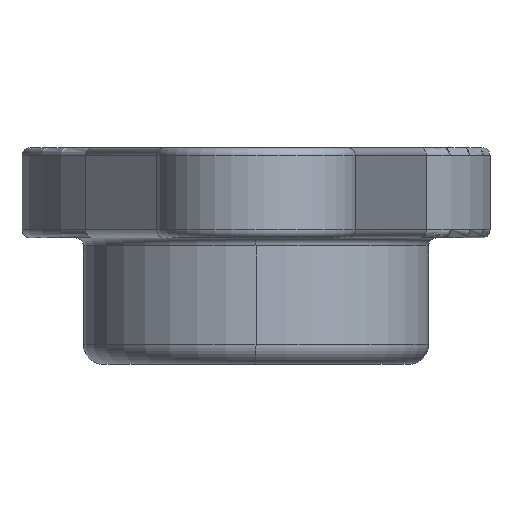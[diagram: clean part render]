
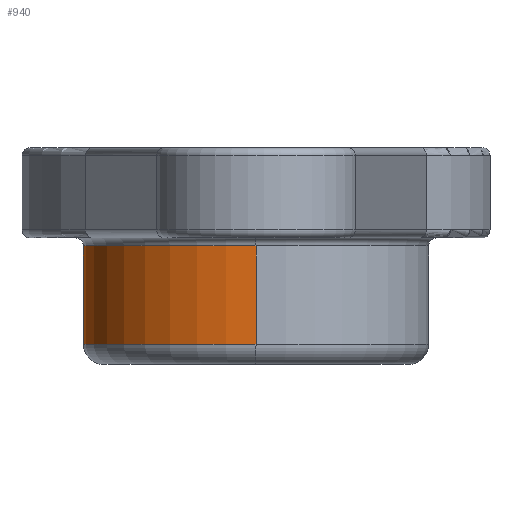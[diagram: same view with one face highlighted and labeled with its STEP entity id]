
A CAD part, left-side view. The second image highlights one B-rep face of the part: STEP entity #940.
In plain terms, the highlighted cylindrical face has radius 4.3 mm (diameter 8.6 mm), a partial arc.
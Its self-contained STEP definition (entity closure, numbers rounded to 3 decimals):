
#76 = ORIENTED_EDGE ( 'NONE', *, *, #2156, .T. ) ;
#95 = DIRECTION ( 'NONE',  ( 0., 0., -1. ) ) ;
#117 = DIRECTION ( 'NONE',  ( 0., 0., 1. ) ) ;
#142 = DIRECTION ( 'NONE',  ( -1., 0., 0. ) ) ;
#146 = AXIS2_PLACEMENT_3D ( 'NONE', #3326, #117, #3400 ) ;
#199 = CARTESIAN_POINT ( 'NONE',  ( -4.3, 0., 0.25 ) ) ;
#472 = CARTESIAN_POINT ( 'NONE',  ( 4.3, 0., -2.2 ) ) ;
#510 = ORIENTED_EDGE ( 'NONE', *, *, #2013, .T. ) ;
#674 = LINE ( 'NONE', #1066, #3911 ) ;
#885 = EDGE_CURVE ( 'NONE', #2087, #972, #2154, .T. ) ;
#901 = AXIS2_PLACEMENT_3D ( 'NONE', #2941, #3015, #142 ) ;
#940 = ADVANCED_FACE ( 'NONE', ( #3358 ), #2592, .T. ) ;
#960 = CARTESIAN_POINT ( 'NONE',  ( -4.3, 0., -2.2 ) ) ;
#972 = VERTEX_POINT ( 'NONE', #960 ) ;
#1041 = VECTOR ( 'NONE', #95, 1000. ) ;
#1066 = CARTESIAN_POINT ( 'NONE',  ( -4.3, 0., 2.7 ) ) ;
#1219 = CARTESIAN_POINT ( 'NONE',  ( 4.3, 0., 2.7 ) ) ;
#1242 = CARTESIAN_POINT ( 'NONE',  ( 4.3, 0., 0.25 ) ) ;
#1397 = DIRECTION ( 'NONE',  ( 0., 0., -1. ) ) ;
#1516 = CIRCLE ( 'NONE', #3324, 4.3 ) ;
#1624 = ORIENTED_EDGE ( 'NONE', *, *, #1872, .F. ) ;
#1872 = EDGE_CURVE ( 'NONE', #3535, #972, #674, .T. ) ;
#2013 = EDGE_CURVE ( 'NONE', #3535, #3735, #1516, .T. ) ;
#2087 = VERTEX_POINT ( 'NONE', #472 ) ;
#2154 = CIRCLE ( 'NONE', #146, 4.3 ) ;
#2156 = EDGE_CURVE ( 'NONE', #3735, #2087, #4421, .T. ) ;
#2504 = CARTESIAN_POINT ( 'NONE',  ( 0., 0., 0.25 ) ) ;
#2592 = CYLINDRICAL_SURFACE ( 'NONE', #901, 4.3 ) ;
#2941 = CARTESIAN_POINT ( 'NONE',  ( 0., 0., 2.7 ) ) ;
#3015 = DIRECTION ( 'NONE',  ( 0., 0., -1. ) ) ;
#3295 = EDGE_LOOP ( 'NONE', ( #510, #76, #4430, #1624 ) ) ;
#3324 = AXIS2_PLACEMENT_3D ( 'NONE', #2504, #3909, #4278 ) ;
#3326 = CARTESIAN_POINT ( 'NONE',  ( 0., 0., -2.2 ) ) ;
#3358 = FACE_OUTER_BOUND ( 'NONE', #3295, .T. ) ;
#3400 = DIRECTION ( 'NONE',  ( 1., 0., 0. ) ) ;
#3535 = VERTEX_POINT ( 'NONE', #199 ) ;
#3735 = VERTEX_POINT ( 'NONE', #1242 ) ;
#3909 = DIRECTION ( 'NONE',  ( 0., 0., -1. ) ) ;
#3911 = VECTOR ( 'NONE', #1397, 1000. ) ;
#4278 = DIRECTION ( 'NONE',  ( 1., 0., 0. ) ) ;
#4421 = LINE ( 'NONE', #1219, #1041 ) ;
#4430 = ORIENTED_EDGE ( 'NONE', *, *, #885, .T. ) ;
